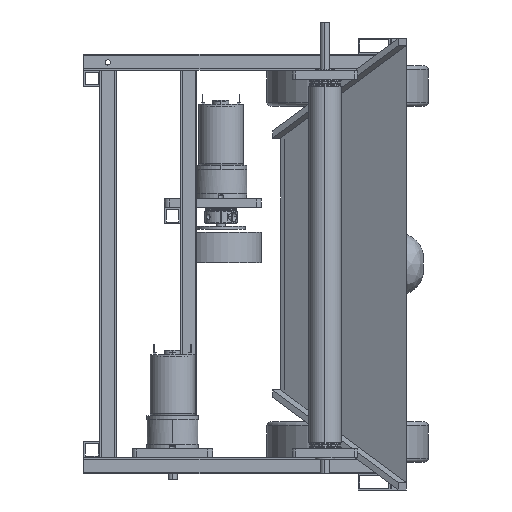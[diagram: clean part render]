
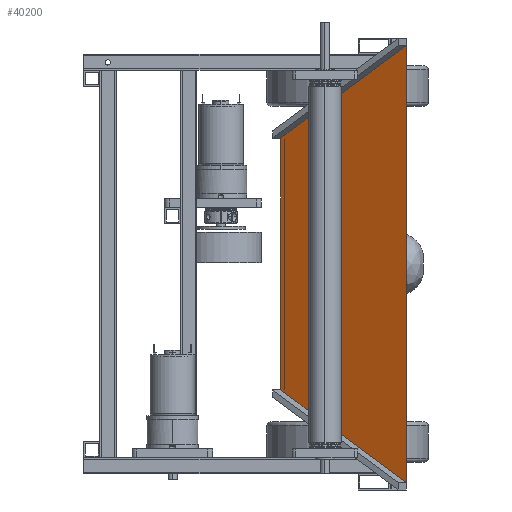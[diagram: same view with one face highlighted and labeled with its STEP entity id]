
A CAD part, left-side view. The second image highlights one B-rep face of the part: STEP entity #40200.
In plain terms, the highlighted face is planar.
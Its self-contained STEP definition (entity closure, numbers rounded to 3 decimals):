
#40085=DIRECTION('',(1.,0.,0.));
#40086=VECTOR('',#40085,165.);
#40087=CARTESIAN_POINT('',(-82.5,2.25,-26.913));
#40088=LINE('',#40087,#40086);
#40089=DIRECTION('',(-0.538,0.,-0.843));
#40090=VECTOR('',#40089,106.8);
#40091=CARTESIAN_POINT('',(140.,2.25,63.087));
#40092=LINE('',#40091,#40090);
#40093=DIRECTION('',(1.,0.,0.));
#40094=VECTOR('',#40093,280.);
#40095=CARTESIAN_POINT('',(-140.,2.25,63.087));
#40096=LINE('',#40095,#40094);
#40097=DIRECTION('',(-0.538,0.,0.843));
#40098=VECTOR('',#40097,106.8);
#40099=CARTESIAN_POINT('',(-82.5,2.25,-26.913));
#40100=LINE('',#40099,#40098);
#40105=CARTESIAN_POINT('',(-140.,2.25,63.087));
#40106=CARTESIAN_POINT('',(140.,2.25,63.087));
#40107=VERTEX_POINT('',#40105);
#40108=VERTEX_POINT('',#40106);
#40113=CARTESIAN_POINT('',(-82.5,2.25,-26.913));
#40114=CARTESIAN_POINT('',(82.5,2.25,-26.913));
#40115=VERTEX_POINT('',#40113);
#40116=VERTEX_POINT('',#40114);
#40189=CARTESIAN_POINT('',(0.,2.25,0.));
#40190=DIRECTION('',(0.,1.,0.));
#40191=DIRECTION('',(1.,0.,0.));
#40192=AXIS2_PLACEMENT_3D('',#40189,#40190,#40191);
#40193=PLANE('',#40192);
#40194=ORIENTED_EDGE('',*,*,#40141,.T.);
#40195=ORIENTED_EDGE('',*,*,#40157,.F.);
#40196=ORIENTED_EDGE('',*,*,#40170,.F.);
#40197=ORIENTED_EDGE('',*,*,#40182,.F.);
#40198=EDGE_LOOP('',(#40194,#40195,#40196,#40197));
#40199=FACE_OUTER_BOUND('',#40198,.F.);
#40200=ADVANCED_FACE('',(#40199),#40193,.T.);
#40141=EDGE_CURVE('',#40115,#40116,#40088,.T.);
#40157=EDGE_CURVE('',#40108,#40116,#40092,.T.);
#40170=EDGE_CURVE('',#40107,#40108,#40096,.T.);
#40182=EDGE_CURVE('',#40115,#40107,#40100,.T.);
